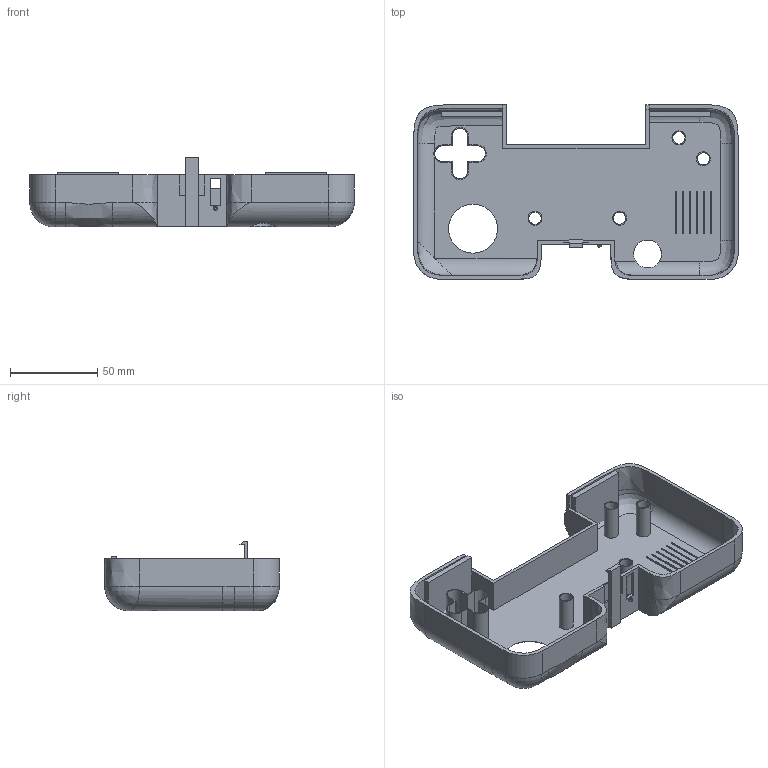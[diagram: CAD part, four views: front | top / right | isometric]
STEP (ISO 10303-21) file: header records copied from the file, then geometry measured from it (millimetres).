
FILE_DESCRIPTION(/* description */ ('CAx-IF Rec.Pracs.---Representation and Presentation of Product Manufacturing Information (PMI)---4.0---2014-10-13','CAx-IF Rec.Pracs.---3D Tessellated Geometry---0.4---2014-09-14','2;1'),/* implementation_level */ '2;1');
FILE_NAME(/* name */ 'topcase12',/* time_stamp */ '2025-06-07T14:14:15-07:00',/* author */ (''),/* organization */ (''),/* preprocessor_version */ 'ST-DEVELOPER v20',/* originating_system */ 'SIEMENS PLM Software NX2406.1700',/* authorisation */ $);
FILE_SCHEMA (('AP242_MANAGED_MODEL_BASED_3D_ENGINEERING_MIM_LF { 1 0 10303 442 3 1 4 }'));
Length unit declared in the file: millimetre
Products named in the file (1): topcase12
Bounding box: 185.94 x 100 x 40 mm (x, y, z)
Volume: 73579.3 mm3; surface area: 72221.6 mm2
Topology: 10 solids, 10 shells, 201 faces, 625 edges, 507 vertices
Faces by surface type: plane 108, cylinder 53, bspline 36, torus 4
Full cylindrical faces by diameter (mm): 2.4 x1, 7 x8, 8 x4, 16 x1
Entity records: 11585 total; most frequent: CARTESIAN_POINT 5782, ORIENTED_EDGE 1016, DIRECTION 977, EDGE_CURVE 508, VERTEX_POINT 336, LINE 335, VECTOR 335, AXIS2_PLACEMENT_3D 321
